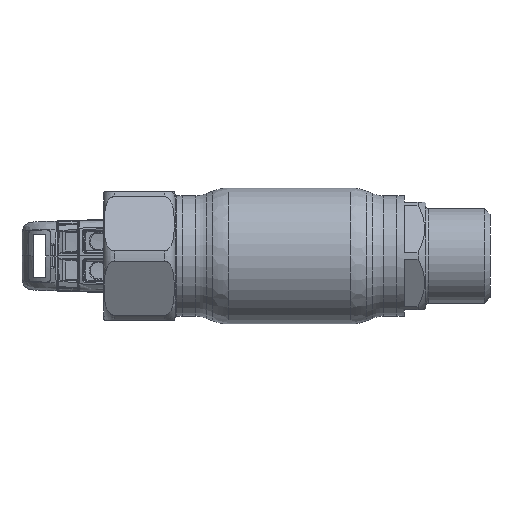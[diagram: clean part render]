
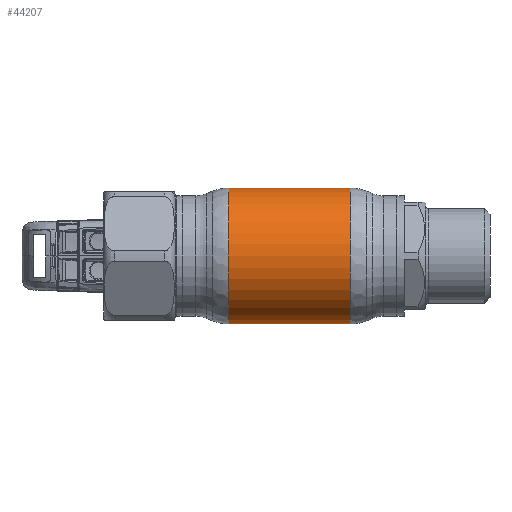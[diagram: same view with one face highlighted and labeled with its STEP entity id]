
A CAD part, front view. The second image highlights one B-rep face of the part: STEP entity #44207.
In plain terms, the highlighted cylindrical face has radius 19 mm (diameter 38 mm), a partial arc.
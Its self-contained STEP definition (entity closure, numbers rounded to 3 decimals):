
#231 = CARTESIAN_POINT ( 'NONE',  ( 16.967, 0., 19. ) ) ;
#1745 = ORIENTED_EDGE ( 'NONE', *, *, #39671, .F. ) ;
#4467 = EDGE_LOOP ( 'NONE', ( #1745, #12391, #25106, #20665 ) ) ;
#5326 = EDGE_CURVE ( 'NONE', #59826, #28909, #14673, .T. ) ;
#6719 = VECTOR ( 'NONE', #33399, 1000. ) ;
#7518 = DIRECTION ( 'NONE',  ( 0., 0., 1. ) ) ;
#7704 = CARTESIAN_POINT ( 'NONE',  ( -16.967, 0., -19. ) ) ;
#8660 = DIRECTION ( 'NONE',  ( 0., 0., 1. ) ) ;
#10121 = LINE ( 'NONE', #65832, #6719 ) ;
#10472 = AXIS2_PLACEMENT_3D ( 'NONE', #13709, #24194, #7518 ) ;
#12391 = ORIENTED_EDGE ( 'NONE', *, *, #53093, .T. ) ;
#13709 = CARTESIAN_POINT ( 'NONE',  ( 16.967, 0., 0. ) ) ;
#14455 = VERTEX_POINT ( 'NONE', #45917 ) ;
#14673 = LINE ( 'NONE', #43764, #39349 ) ;
#14923 = VERTEX_POINT ( 'NONE', #7704 ) ;
#15813 = CARTESIAN_POINT ( 'NONE',  ( -16.967, 0., 19. ) ) ;
#18847 = DIRECTION ( 'NONE',  ( 0., 0., 1. ) ) ;
#20665 = ORIENTED_EDGE ( 'NONE', *, *, #56533, .F. ) ;
#24194 = DIRECTION ( 'NONE',  ( -1., 0., 0. ) ) ;
#24595 = AXIS2_PLACEMENT_3D ( 'NONE', #41394, #40951, #18847 ) ;
#25106 = ORIENTED_EDGE ( 'NONE', *, *, #5326, .T. ) ;
#27560 = DIRECTION ( 'NONE',  ( -1., 0., 0. ) ) ;
#28909 = VERTEX_POINT ( 'NONE', #15813 ) ;
#30376 = CARTESIAN_POINT ( 'NONE',  ( -62.69, 0., 0. ) ) ;
#33399 = DIRECTION ( 'NONE',  ( -1., 0., 0. ) ) ;
#33429 = CIRCLE ( 'NONE', #10472, 19. ) ;
#39349 = VECTOR ( 'NONE', #27560, 1000. ) ;
#39671 = EDGE_CURVE ( 'NONE', #14455, #14923, #10121, .T. ) ;
#40951 = DIRECTION ( 'NONE',  ( -1., 0., 0. ) ) ;
#41394 = CARTESIAN_POINT ( 'NONE',  ( -16.967, 0., 0. ) ) ;
#43764 = CARTESIAN_POINT ( 'NONE',  ( -62.69, 0., 19. ) ) ;
#44207 = ADVANCED_FACE ( 'NONE', ( #59028 ), #48716, .T. ) ;
#45917 = CARTESIAN_POINT ( 'NONE',  ( 16.967, 0., -19. ) ) ;
#48716 = CYLINDRICAL_SURFACE ( 'NONE', #62366, 19. ) ;
#52909 = CIRCLE ( 'NONE', #24595, 19. ) ;
#53093 = EDGE_CURVE ( 'NONE', #14455, #59826, #33429, .T. ) ;
#56533 = EDGE_CURVE ( 'NONE', #14923, #28909, #52909, .T. ) ;
#59028 = FACE_OUTER_BOUND ( 'NONE', #4467, .T. ) ;
#59826 = VERTEX_POINT ( 'NONE', #231 ) ;
#62366 = AXIS2_PLACEMENT_3D ( 'NONE', #30376, #68463, #8660 ) ;
#65832 = CARTESIAN_POINT ( 'NONE',  ( -62.69, 0., -19. ) ) ;
#68463 = DIRECTION ( 'NONE',  ( -1., 0., 0. ) ) ;
